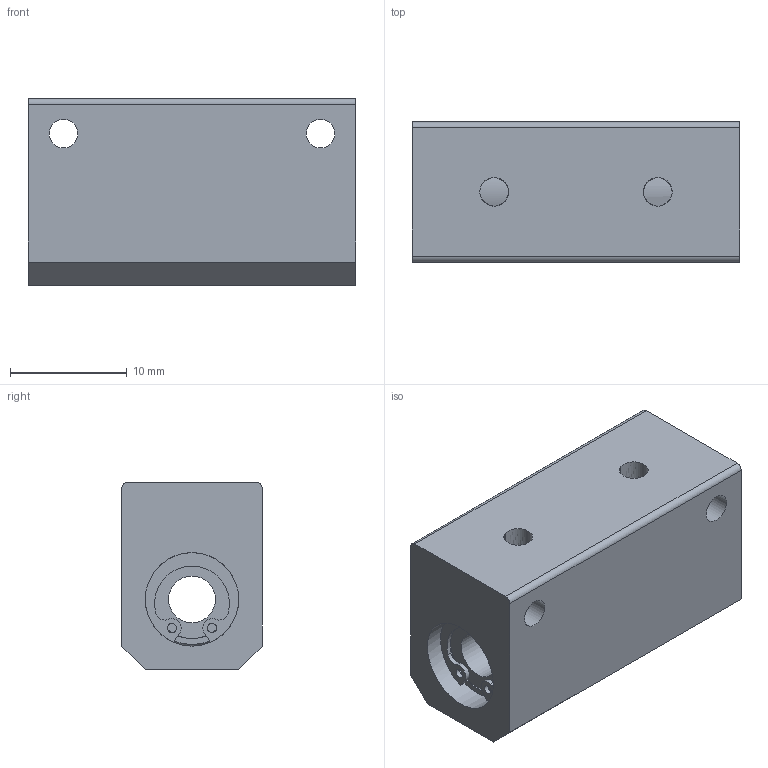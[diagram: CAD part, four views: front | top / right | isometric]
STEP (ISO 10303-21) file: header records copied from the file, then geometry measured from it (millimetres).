
FILE_DESCRIPTION((''),'2;1');
FILE_NAME('CHW4.stp','2010-01-25T09:37:07',('Tsuchiya'),(''),'Autodesk Inventor 10','Autodesk Inventor 10','');
FILE_SCHEMA(('AUTOMOTIVE_DESIGN { 1 0 10303 214 1 1 1 1 }'));
Length unit declared in the file: millimetre
Products named in the file (1): CHW4
Bounding box: 28 x 12 x 16 mm (x, y, z)
Volume: 4581.2 mm3; surface area: 2647.8 mm2
Topology: 1 solids, 2 shells, 64 faces, 175 edges, 111 vertices
Faces by surface type: bspline 28, plane 18, cylinder 16, torus 2
Full cylindrical faces by diameter (mm): 0.8 x2, 4 x1, 6.7 x2, 8 x3
Entity records: 2207 total; most frequent: CARTESIAN_POINT 783, DIRECTION 284, ORIENTED_EDGE 266, EDGE_CURVE 133, AXIS2_PLACEMENT_3D 116, EDGE_LOOP 104, VERTEX_POINT 93, CIRCLE 79
